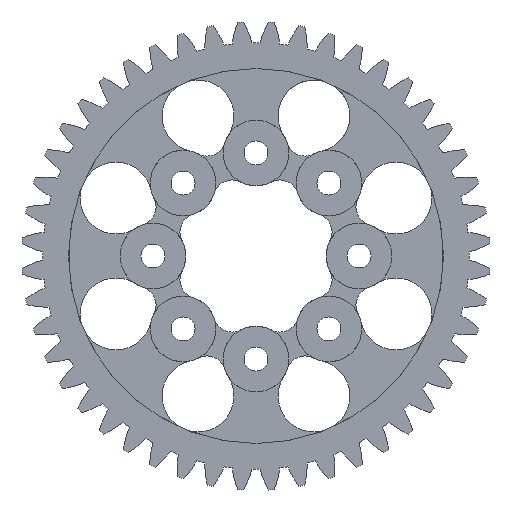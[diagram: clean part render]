
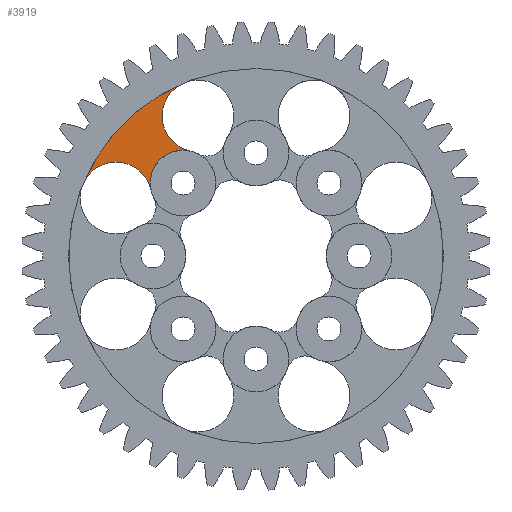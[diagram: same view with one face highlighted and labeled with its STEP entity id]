
A CAD part, left-side view. The second image highlights one B-rep face of the part: STEP entity #3919.
In plain terms, the highlighted planar face has unit normal (-1, 0, 0).
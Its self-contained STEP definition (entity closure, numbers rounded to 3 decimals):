
#222 = DIRECTION ( 'NONE',  ( 1., 0., 0. ) ) ;
#301 = DIRECTION ( 'NONE',  ( 0., 0., 1. ) ) ;
#536 = ORIENTED_EDGE ( 'NONE', *, *, #2229, .T. ) ;
#730 = DIRECTION ( 'NONE',  ( 0., 0., 1. ) ) ;
#944 = ORIENTED_EDGE ( 'NONE', *, *, #6148, .T. ) ;
#1026 = CARTESIAN_POINT ( 'NONE',  ( 1., 0., 0. ) ) ;
#1423 = EDGE_CURVE ( 'NONE', #10151, #8790, #9145, .T. ) ;
#1542 = CIRCLE ( 'NONE', #1779, 3.833 ) ;
#1779 = AXIS2_PLACEMENT_3D ( 'NONE', #3777, #9571, #2838 ) ;
#1994 = CIRCLE ( 'NONE', #9998, 3.833 ) ;
#2054 = DIRECTION ( 'NONE',  ( 0., 0., 1. ) ) ;
#2229 = EDGE_CURVE ( 'NONE', #8790, #9174, #1994, .T. ) ;
#2524 = CARTESIAN_POINT ( 'NONE',  ( 1., 18.478, 7.654 ) ) ;
#2547 = CARTESIAN_POINT ( 'NONE',  ( 1., 14.936, 6.187 ) ) ;
#2550 = DIRECTION ( 'NONE',  ( 0., 0., 1. ) ) ;
#2838 = DIRECTION ( 'NONE',  ( 0., 0., 1. ) ) ;
#3013 = EDGE_CURVE ( 'NONE', #4637, #9772, #7527, .T. ) ;
#3027 = EDGE_CURVE ( 'NONE', #5314, #4637, #3916, .T. ) ;
#3374 = DIRECTION ( 'NONE',  ( 1., 0., 0. ) ) ;
#3396 = AXIS2_PLACEMENT_3D ( 'NONE', #10713, #8185, #730 ) ;
#3777 = CARTESIAN_POINT ( 'NONE',  ( 1., 14.936, 6.187 ) ) ;
#3904 = CARTESIAN_POINT ( 'NONE',  ( 1., 7.019, 11.195 ) ) ;
#3916 = CIRCLE ( 'NONE', #6735, 3.5 ) ;
#3919 = ADVANCED_FACE ( 'NONE', ( #5319 ), #8423, .T. ) ;
#4395 = CARTESIAN_POINT ( 'NONE',  ( 1., 6.187, 14.936 ) ) ;
#4525 = CARTESIAN_POINT ( 'NONE',  ( 1., 7.778, 7.778 ) ) ;
#4637 = VERTEX_POINT ( 'NONE', #6715 ) ;
#5286 = CARTESIAN_POINT ( 'NONE',  ( 1., 7.778, 7.778 ) ) ;
#5314 = VERTEX_POINT ( 'NONE', #3904 ) ;
#5319 = FACE_OUTER_BOUND ( 'NONE', #7629, .T. ) ;
#5453 = AXIS2_PLACEMENT_3D ( 'NONE', #4395, #3374, #2550 ) ;
#5721 = CARTESIAN_POINT ( 'NONE',  ( 1., 14.936, 10.02 ) ) ;
#6029 = EDGE_CURVE ( 'NONE', #5314, #10151, #7352, .T. ) ;
#6148 = EDGE_CURVE ( 'NONE', #9174, #9772, #1542, .T. ) ;
#6455 = ORIENTED_EDGE ( 'NONE', *, *, #6029, .T. ) ;
#6715 = CARTESIAN_POINT ( 'NONE',  ( 1., 7.778, 11.278 ) ) ;
#6735 = AXIS2_PLACEMENT_3D ( 'NONE', #5286, #9440, #2054 ) ;
#6837 = DIRECTION ( 'NONE',  ( -1., 0., 0. ) ) ;
#7016 = DIRECTION ( 'NONE',  ( -1., 0., 0. ) ) ;
#7352 = CIRCLE ( 'NONE', #5453, 3.833 ) ;
#7527 = CIRCLE ( 'NONE', #9579, 3.5 ) ;
#7541 = ORIENTED_EDGE ( 'NONE', *, *, #3027, .F. ) ;
#7629 = EDGE_LOOP ( 'NONE', ( #6455, #10086, #536, #944, #8681, #7541 ) ) ;
#7656 = DIRECTION ( 'NONE',  ( 0., 0., 1. ) ) ;
#8185 = DIRECTION ( 'NONE',  ( -1., 0., 0. ) ) ;
#8359 = DIRECTION ( 'NONE',  ( 0., 0., 1. ) ) ;
#8423 = PLANE ( 'NONE',  #9573 ) ;
#8681 = ORIENTED_EDGE ( 'NONE', *, *, #3013, .F. ) ;
#8790 = VERTEX_POINT ( 'NONE', #2524 ) ;
#9145 = CIRCLE ( 'NONE', #3396, 20. ) ;
#9174 = VERTEX_POINT ( 'NONE', #5721 ) ;
#9440 = DIRECTION ( 'NONE',  ( -1., 0., 0. ) ) ;
#9571 = DIRECTION ( 'NONE',  ( 1., 0., 0. ) ) ;
#9573 = AXIS2_PLACEMENT_3D ( 'NONE', #1026, #6837, #7656 ) ;
#9579 = AXIS2_PLACEMENT_3D ( 'NONE', #4525, #7016, #301 ) ;
#9772 = VERTEX_POINT ( 'NONE', #10539 ) ;
#9998 = AXIS2_PLACEMENT_3D ( 'NONE', #2547, #222, #8359 ) ;
#10086 = ORIENTED_EDGE ( 'NONE', *, *, #1423, .T. ) ;
#10151 = VERTEX_POINT ( 'NONE', #10553 ) ;
#10539 = CARTESIAN_POINT ( 'NONE',  ( 1., 11.195, 7.019 ) ) ;
#10553 = CARTESIAN_POINT ( 'NONE',  ( 1., 7.654, 18.478 ) ) ;
#10713 = CARTESIAN_POINT ( 'NONE',  ( 1., 0., 0. ) ) ;
